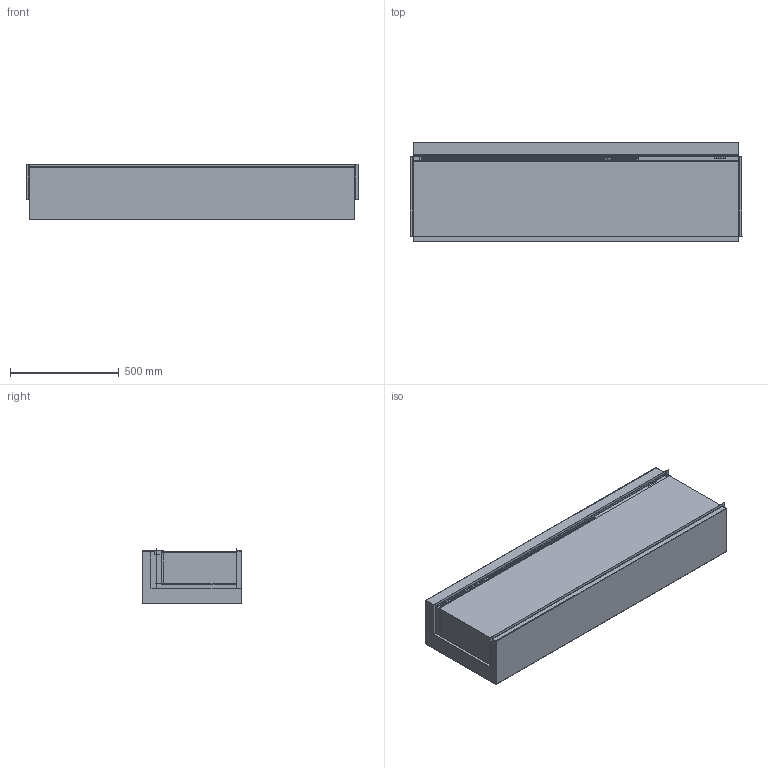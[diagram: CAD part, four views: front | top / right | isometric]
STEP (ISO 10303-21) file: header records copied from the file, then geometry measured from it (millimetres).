
FILE_DESCRIPTION (( 'STEP AP214' ), '1' );
FILE_NAME ('GoEco.1500 STEP.STEP', '2025-12-08T13:18:11', ( '' ), ( '' ), 'SwSTEP 2.0', 'SolidWorks 2024', '' );
FILE_SCHEMA (( 'AUTOMOTIVE_DESIGN' ));
Length unit declared in the file: millimetre
Products named in the file (1): GoEco.1500 STEP
Bounding box: 1530 x 460 x 258 mm (x, y, z)
Volume: 4947145.1 mm3; surface area: 4986949 mm2
Topology: 18 solids, 18 shells, 1335 faces, 3777 edges, 2478 vertices
Faces by surface type: plane 1293, cylinder 42
Entity records: 43475 total; most frequent: CARTESIAN_POINT 7591, ORIENTED_EDGE 7554, DIRECTION 6533, EDGE_CURVE 3777, LINE 3693, VECTOR 3693, VERTEX_POINT 2478, EDGE_LOOP 1867
